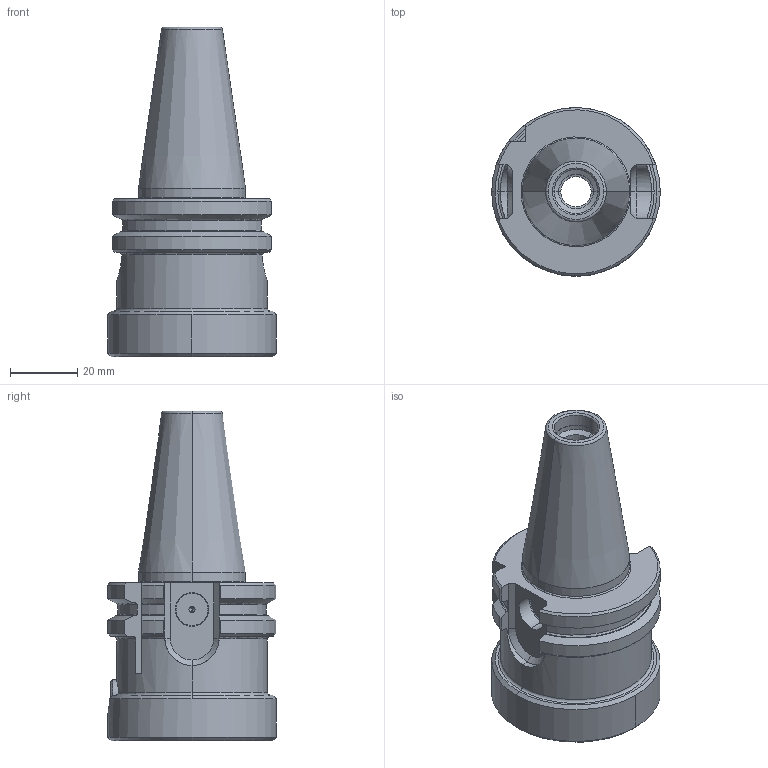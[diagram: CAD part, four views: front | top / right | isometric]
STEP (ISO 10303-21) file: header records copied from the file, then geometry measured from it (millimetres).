
FILE_DESCRIPTION(('no description'),'unknown implementation level');
FILE_NAME('C07A80F8-03AE-42BF-B0DE-9703819DFFFF_export.stp',' ',('CIMSOURCE GmbH'),('CADClick - KiM GmbH - www.kimweb.de'),'unknown preprocess','ACIS','unknown authorization');
FILE_SCHEMA(('automotive_design'));
Length unit declared in the file: millimetre
Products named in the file (2): 326.005 Kaiser SK30 VD X CK5 X 80|690.435 Kaiser ETL M10 X 14 CK5;Schnitt-Linear austragen2; 326.005 Kaiser SK30 VD X CK5 X 80|326.005 Kaiser SK30 VD X CK5 X 80;Rotation1
Bounding box: 50 x 50 x 97.65 mm (x, y, z)
Volume: 72926.3 mm3; surface area: 21677.5 mm2
Topology: 2 solids, 2 shells, 182 faces, 464 edges, 287 vertices
Faces by surface type: plane 62, cone 51, cylinder 47, torus 20, bspline 2
Entity records: 11261 total; most frequent: CARTESIAN_POINT 1686, STYLED_ITEM 931, PRESENTATION_STYLE_ASSIGNMENT 931, COLOUR_RGB 931, ORIENTED_EDGE 920, DIRECTION 910, EDGE_CURVE 460, CURVE_STYLE 460
